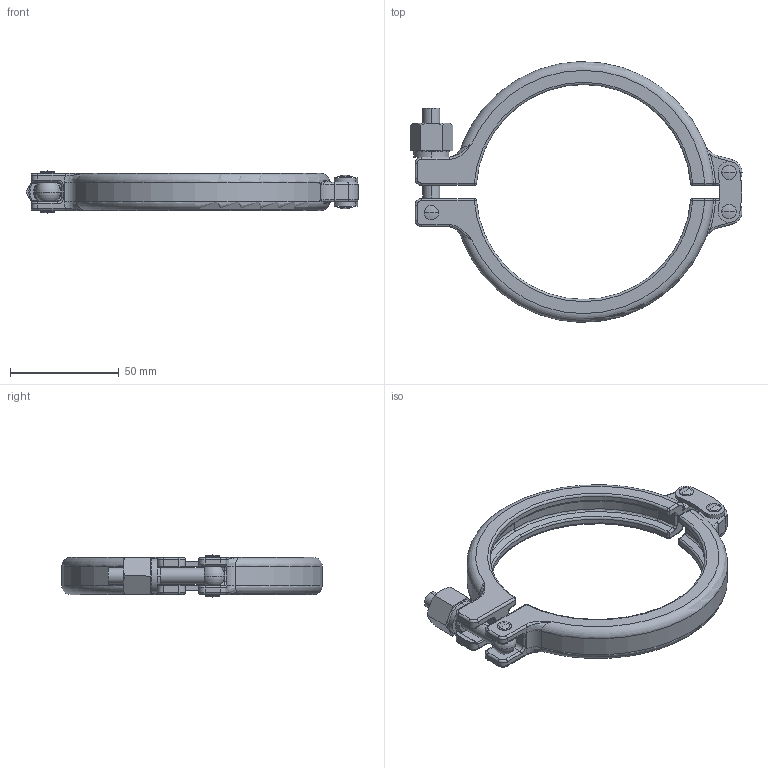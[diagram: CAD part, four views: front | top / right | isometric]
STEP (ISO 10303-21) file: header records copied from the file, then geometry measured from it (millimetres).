
FILE_DESCRIPTION (( 'STEP AP214' ), '1' );
FILE_NAME ('CL.SHX.0350 BLOCK.STEP', '2019-04-03T14:01:40', ( '' ), ( '' ), 'SwSTEP 2.0', 'SolidWorks 2019', '' );
FILE_SCHEMA (( 'AUTOMOTIVE_DESIGN' ));
Length unit declared in the file: millimetre
Products named in the file (1): CL.SHX.0350 BLOCK
Bounding box: 152.44 x 119.61 x 19.3 mm (x, y, z)
Volume: 59505.4 mm3; surface area: 26815.4 mm2
Topology: 3 solids, 3 shells, 396 faces, 927 edges, 524 vertices
Faces by surface type: cylinder 150, torus 77, plane 64, bspline 46, sphere 38, cone 21
Entity records: 13362 total; most frequent: CARTESIAN_POINT 4435, DIRECTION 2007, ORIENTED_EDGE 1804, EDGE_CURVE 902, AXIS2_PLACEMENT_3D 870, VERTEX_POINT 523, CIRCLE 519, EDGE_LOOP 421
